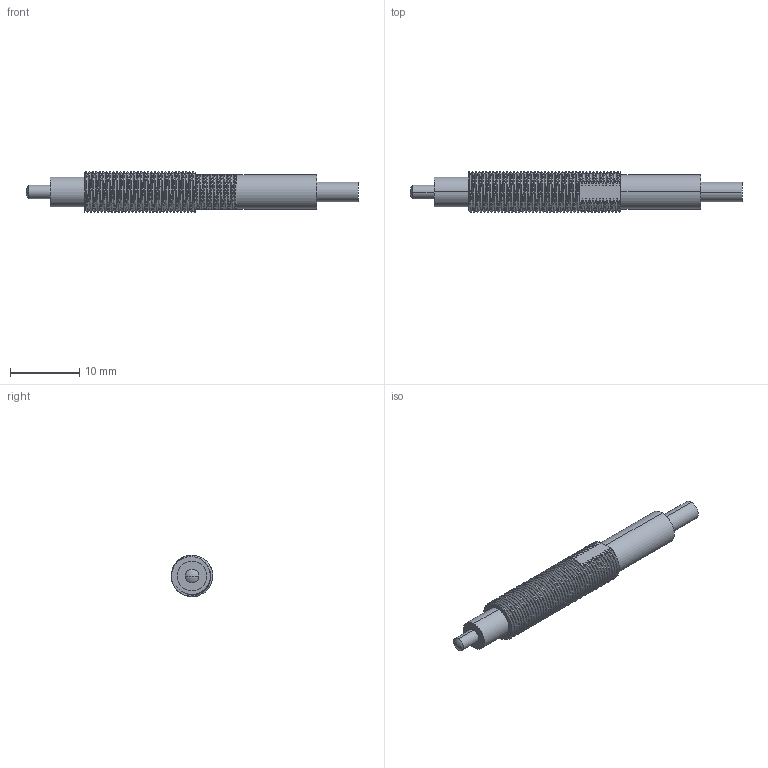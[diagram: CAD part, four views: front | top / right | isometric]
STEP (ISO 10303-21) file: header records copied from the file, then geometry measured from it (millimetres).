
FILE_DESCRIPTION (( 'STEP AP214' ), '1' );
FILE_NAME ('CS067B-L.STEP', '2018-04-03T18:41:07', ( '' ), ( '' ), 'SwSTEP 2.0', 'SolidWorks 2017', '' );
FILE_SCHEMA (( 'AUTOMOTIVE_DESIGN' ));
Length unit declared in the file: inch
Products named in the file (1): CS067B-L
Bounding box: 48 x 5.99 x 6 mm (x, y, z)
Volume: 890.6 mm3; surface area: 1047.2 mm2
Topology: 1 solids, 1 shells, 184 faces, 534 edges, 355 vertices
Faces by surface type: cylinder 99, bspline 73, plane 10, sphere 2
Entity records: 14245 total; most frequent: CARTESIAN_POINT 10612, ORIENTED_EDGE 1068, EDGE_CURVE 534, DIRECTION 396, VERTEX_POINT 355, EDGE_LOOP 187, ADVANCED_FACE 184, FACE_OUTER_BOUND 184
